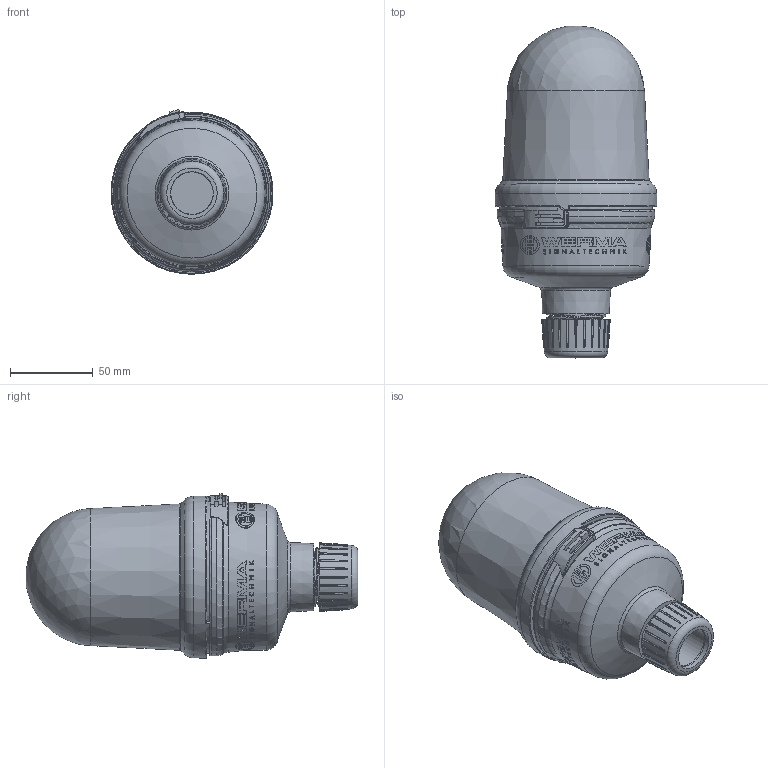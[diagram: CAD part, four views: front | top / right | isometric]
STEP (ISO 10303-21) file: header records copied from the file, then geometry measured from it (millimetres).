
FILE_DESCRIPTION(/* description */ ('Customer part'),/* implementation_level */ '2;1');
FILE_NAME(/* name */ '800000009199_PRT_000.step',/* time_stamp */ '2018-07-16T18:06:36+02:00',/* author */ ('IMPORT'),/* organization */ ('WERMA Signaltechnik GmbH+Co.KG'),/* preprocessor_version */ 'ST-DEVELOPER v17',/* originating_system */ 'Autodesk Inventor 2018',/* authorisation */ 'public');
FILE_SCHEMA (('AUTOMOTIVE_DESIGN { 1 0 10303 214 3 1 1 }'));
Length unit declared in the file: millimetre
Products named in the file (1): 800000009199
Bounding box: 97.94 x 200.73 x 99.36 mm (x, y, z)
Volume: 897468.5 mm3; surface area: 59161.4 mm2
Topology: 1 solids, 1 shells, 946 faces, 2581 edges, 1706 vertices
Faces by surface type: plane 554, cylinder 157, bspline 137, cone 82, torus 15, sphere 1
Full cylindrical faces by diameter (mm): 25.729 x1, 26 x1, 32.021 x2, 35.8 x1, 98 x1
Entity records: 40763 total; most frequent: CARTESIAN_POINT 16988, ORIENTED_EDGE 5158, DIRECTION 4360, EDGE_CURVE 2579, AXIS2_PLACEMENT_3D 1708, VERTEX_POINT 1706, EDGE_LOOP 1021, STYLED_ITEM 947
